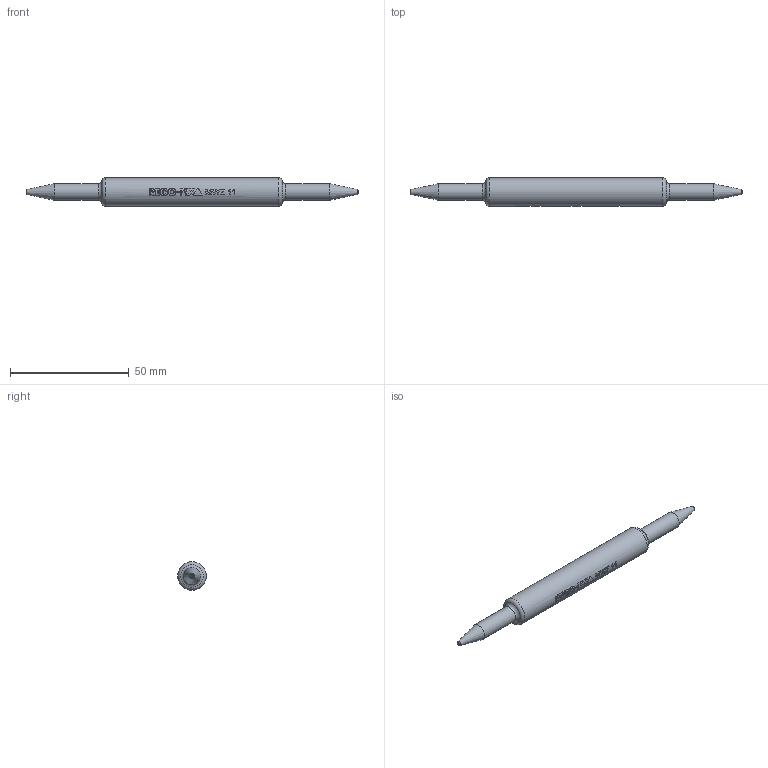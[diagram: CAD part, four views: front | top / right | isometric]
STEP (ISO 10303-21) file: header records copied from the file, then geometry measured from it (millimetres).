
FILE_DESCRIPTION(/* description */ ('Unknown'),/* implementation_level */ '2;1');
FILE_NAME(/* name */ '391188888',/* time_stamp */ '2018-04-09T10:46:28+02:00',/* author */ ('Unknown'),/* organization */ ('Unknown'),/* preprocessor_version */ 'ST-DEVELOPER v16.7',/* originating_system */ 'DEX',/* authorisation */ $);
FILE_SCHEMA (('AUTOMOTIVE_DESIGN {1 0 10303 214 3 1 1}'));
Length unit declared in the file: millimetre
Products named in the file (1): 0020187
Bounding box: 140 x 12 x 12 mm (x, y, z)
Volume: 10538.6 mm3; surface area: 4175.6 mm2
Topology: 1 solids, 1 shells, 138 faces, 353 edges, 233 vertices
Faces by surface type: plane 70, bspline 41, cylinder 19, torus 6, cone 2
Full cylindrical faces by diameter (mm): 7 x2, 12 x1
Entity records: 8739 total; most frequent: CARTESIAN_POINT 4695, ORIENTED_EDGE 674, DIRECTION 516, EDGE_CURVE 337, VERTEX_POINT 230, LINE 176, VECTOR 176, AXIS2_PLACEMENT_3D 170
